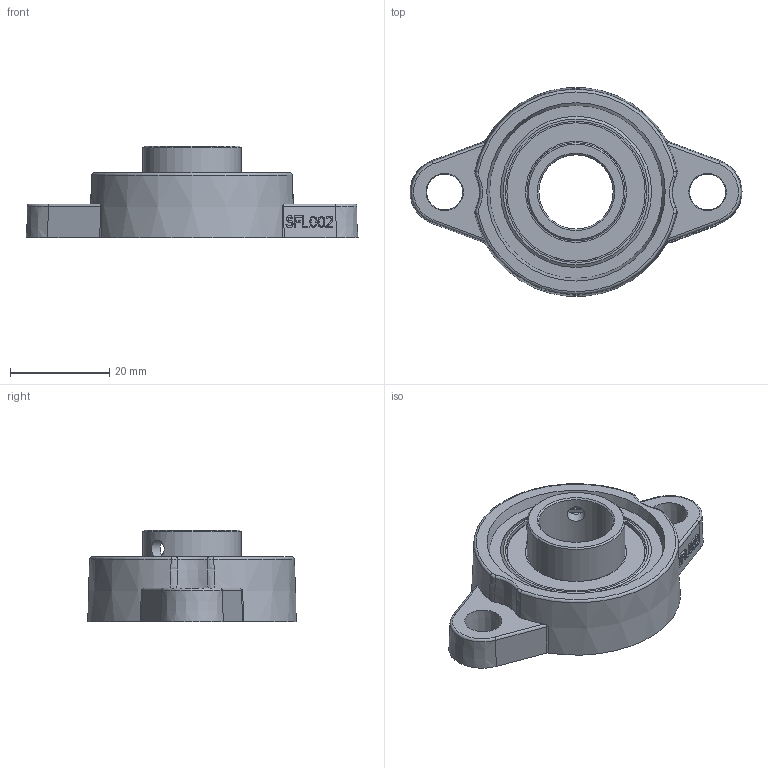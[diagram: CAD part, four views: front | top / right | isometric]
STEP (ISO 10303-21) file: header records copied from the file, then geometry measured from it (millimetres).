
FILE_DESCRIPTION(/* description */ (''),/* implementation_level */ '2;1');
FILE_NAME(/* name */ 'MKFL002.stp',/* time_stamp */ '2016-02-02T15:50:09+01:00',/* author */ ('fje'),/* organization */ (''),/* preprocessor_version */ 'ST-DEVELOPER v15.2',/* originating_system */ 'Autodesk Inventor 2014',/* authorisation */ '');
FILE_SCHEMA (('AUTOMOTIVE_DESIGN { 1 0 10303 214 3 1 1 }'));
Length unit declared in the file: millimetre
Products named in the file (1): Part39
Bounding box: 67 x 42.06 x 18.5 mm (x, y, z)
Volume: 14582.7 mm3; surface area: 8789.5 mm2
Topology: 2 solids, 2 shells, 279 faces, 761 edges, 503 vertices
Faces by surface type: plane 221, cone 19, bspline 18, cylinder 15, torus 6
Full cylindrical faces by diameter (mm): 3.6 x2, 15 x1, 19.8 x2, 20.4 x2, 27.9 x2, 28.5 x2
Entity records: 9705 total; most frequent: CARTESIAN_POINT 2459, ORIENTED_EDGE 1470, DIRECTION 1332, EDGE_CURVE 735, LINE 586, VECTOR 586, VERTEX_POINT 497, AXIS2_PLACEMENT_3D 373
